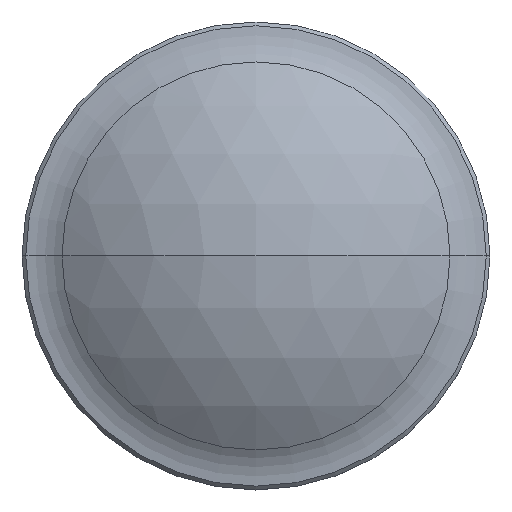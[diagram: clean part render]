
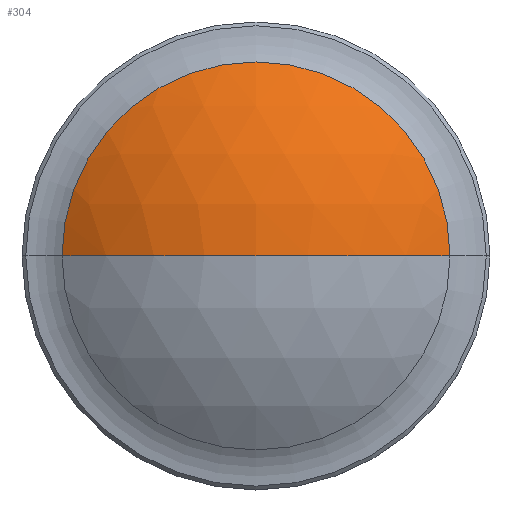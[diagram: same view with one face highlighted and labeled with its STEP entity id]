
A CAD part, top view. The second image highlights one B-rep face of the part: STEP entity #304.
In plain terms, the highlighted spherical face has radius 17.8 mm.
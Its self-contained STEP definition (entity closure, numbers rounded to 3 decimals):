
#2 = VERTEX_POINT ( 'NONE', #190 ) ;
#41 = CARTESIAN_POINT ( 'NONE',  ( 0., 0., -11.64 ) ) ;
#52 = CIRCLE ( 'NONE', #99, 17.8 ) ;
#55 = CARTESIAN_POINT ( 'NONE',  ( 0., 0., 2.71 ) ) ;
#56 = ORIENTED_EDGE ( 'NONE', *, *, #141, .F. ) ;
#62 = DIRECTION ( 'NONE',  ( -1., 0., 0. ) ) ;
#63 = VERTEX_POINT ( 'NONE', #175 ) ;
#68 = EDGE_LOOP ( 'NONE', ( #115, #278, #56 ) ) ;
#99 = AXIS2_PLACEMENT_3D ( 'NONE', #41, #255, #62 ) ;
#115 = ORIENTED_EDGE ( 'NONE', *, *, #288, .F. ) ;
#132 = DIRECTION ( 'NONE',  ( 0., 0., -1. ) ) ;
#136 = AXIS2_PLACEMENT_3D ( 'NONE', #305, #261, #233 ) ;
#138 = SPHERICAL_SURFACE ( 'NONE', #136, 17.8 ) ;
#141 = EDGE_CURVE ( 'NONE', #2, #216, #295, .T. ) ;
#142 = AXIS2_PLACEMENT_3D ( 'NONE', #279, #161, #263 ) ;
#161 = DIRECTION ( 'NONE',  ( 0., -1., 0. ) ) ;
#175 = CARTESIAN_POINT ( 'NONE',  ( 0., 0., 6.16 ) ) ;
#181 = CARTESIAN_POINT ( 'NONE',  ( 10.531, 0., 2.71 ) ) ;
#190 = CARTESIAN_POINT ( 'NONE',  ( -10.531, 0., 2.71 ) ) ;
#216 = VERTEX_POINT ( 'NONE', #181 ) ;
#217 = FACE_OUTER_BOUND ( 'NONE', #68, .T. ) ;
#227 = DIRECTION ( 'NONE',  ( -1., 0., 0. ) ) ;
#233 = DIRECTION ( 'NONE',  ( -1., 0., 0. ) ) ;
#235 = CIRCLE ( 'NONE', #142, 17.8 ) ;
#254 = AXIS2_PLACEMENT_3D ( 'NONE', #55, #132, #227 ) ;
#255 = DIRECTION ( 'NONE',  ( 0., 1., 0. ) ) ;
#261 = DIRECTION ( 'NONE',  ( 0., 1., 0. ) ) ;
#263 = DIRECTION ( 'NONE',  ( 0., 0., -1. ) ) ;
#278 = ORIENTED_EDGE ( 'NONE', *, *, #292, .T. ) ;
#279 = CARTESIAN_POINT ( 'NONE',  ( 0., 0., -11.64 ) ) ;
#288 = EDGE_CURVE ( 'NONE', #63, #2, #235, .T. ) ;
#292 = EDGE_CURVE ( 'NONE', #63, #216, #52, .T. ) ;
#295 = CIRCLE ( 'NONE', #254, 10.531 ) ;
#304 = ADVANCED_FACE ( 'NONE', ( #217 ), #138, .T. ) ;
#305 = CARTESIAN_POINT ( 'NONE',  ( 0., 0., -11.64 ) ) ;
